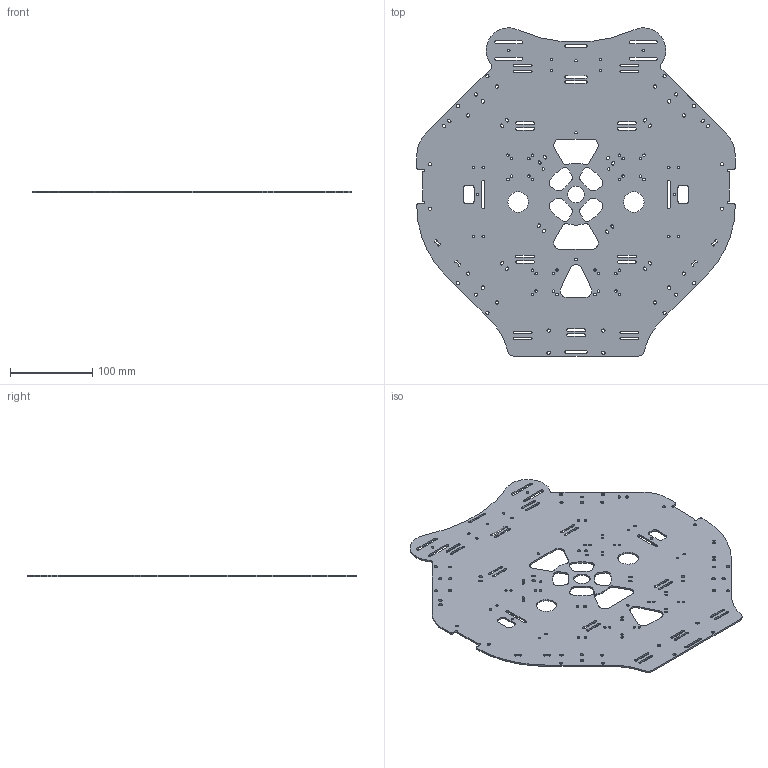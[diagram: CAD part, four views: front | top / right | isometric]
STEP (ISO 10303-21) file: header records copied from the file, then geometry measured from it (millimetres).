
FILE_DESCRIPTION(/* description */ (''),/* implementation_level */ '2;1');
FILE_NAME(/* name */ 'main plate 2mm.step',/* time_stamp */ '2018-04-19T17:45:00-04:00',/* author */ (''),/* organization */ (''),/* preprocessor_version */ 'ST-DEVELOPER v16.13',/* originating_system */ 'Autodesk Translation Framework v6.5.0.72',/* authorisation */ '');
FILE_SCHEMA (('AUTOMOTIVE_DESIGN { 1 0 10303 214 3 1 1 }'));
Length unit declared in the file: millimetre
Products named in the file (1): main plate
Bounding box: 387.65 x 399.43 x 2 mm (x, y, z)
Volume: 213298.9 mm3; surface area: 223815.2 mm2
Topology: 1 solids, 1 shells, 467 faces, 1423 edges, 958 vertices
Faces by surface type: cylinder 264, plane 203
Full cylindrical faces by diameter (mm): 3 x53, 4 x28, 4.3 x4, 20 x1, 25 x2
Entity records: 16813 total; most frequent: DIRECTION 2915, CARTESIAN_POINT 2849, ORIENTED_EDGE 2846, EDGE_CURVE 1423, AXIS2_PLACEMENT_3D 1024, VERTEX_POINT 958, LINE 867, VECTOR 867
